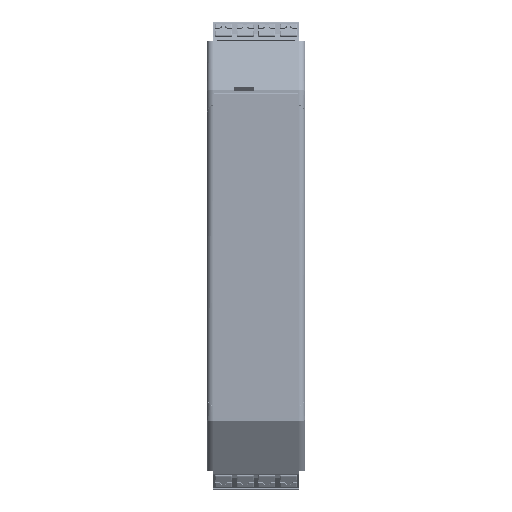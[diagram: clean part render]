
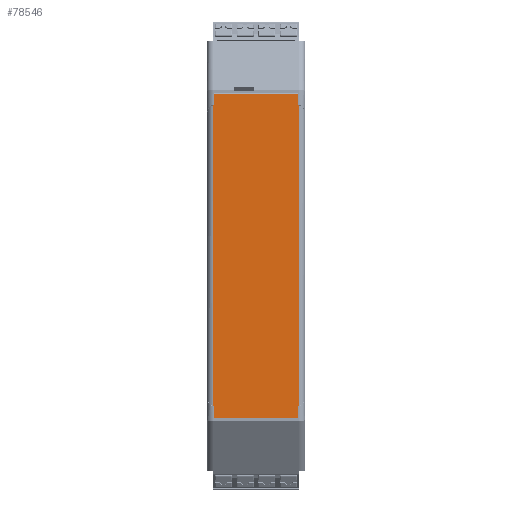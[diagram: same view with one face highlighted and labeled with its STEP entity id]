
A CAD part, top view. The second image highlights one B-rep face of the part: STEP entity #78546.
In plain terms, the highlighted face is planar.
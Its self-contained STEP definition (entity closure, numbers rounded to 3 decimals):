
#4908=VERTEX_POINT('',#110550);
#4909=VERTEX_POINT('',#110552);
#4927=VERTEX_POINT('',#110591);
#4933=VERTEX_POINT('',#110603);
#4940=VERTEX_POINT('',#110630);
#4942=VERTEX_POINT('',#110636);
#4948=VERTEX_POINT('',#110651);
#4949=VERTEX_POINT('',#110652);
#4950=VERTEX_POINT('',#110654);
#4951=VERTEX_POINT('',#110656);
#4952=VERTEX_POINT('',#110658);
#4953=VERTEX_POINT('',#110660);
#13300=VECTOR('',#90730,1.);
#13319=VECTOR('',#90762,1.);
#13330=VECTOR('',#90786,1.);
#13332=VECTOR('',#90792,1.);
#13337=VECTOR('',#90803,1.);
#13338=VECTOR('',#90804,1.);
#13339=VECTOR('',#90805,1.);
#13340=VECTOR('',#90806,1.);
#13341=VECTOR('',#90807,1.);
#13342=VECTOR('',#90808,1.);
#13343=VECTOR('',#90809,1.);
#13344=VECTOR('',#90810,1.);
#23507=LINE('',#110551,#13300);
#23526=LINE('',#110604,#13319);
#23537=LINE('',#110629,#13330);
#23539=LINE('',#110635,#13332);
#23544=LINE('',#110650,#13337);
#23545=LINE('',#110653,#13338);
#23546=LINE('',#110655,#13339);
#23547=LINE('',#110657,#13340);
#23548=LINE('',#110659,#13341);
#23549=LINE('',#110661,#13342);
#23550=LINE('',#110662,#13343);
#23551=LINE('',#110663,#13344);
#33966=EDGE_CURVE('',#4909,#4908,#23507,.T.);
#33991=EDGE_CURVE('',#4933,#4927,#23526,.T.);
#34005=EDGE_CURVE('',#4940,#4927,#23537,.T.);
#34008=EDGE_CURVE('',#4942,#4909,#23539,.T.);
#34015=EDGE_CURVE('',#4948,#4949,#23544,.T.);
#34016=EDGE_CURVE('',#4950,#4949,#23545,.T.);
#34017=EDGE_CURVE('',#4950,#4951,#23546,.T.);
#34018=EDGE_CURVE('',#4952,#4951,#23547,.T.);
#34019=EDGE_CURVE('',#4952,#4953,#23548,.T.);
#34020=EDGE_CURVE('',#4940,#4953,#23549,.T.);
#34021=EDGE_CURVE('',#4933,#4942,#23550,.T.);
#34022=EDGE_CURVE('',#4908,#4948,#23551,.T.);
#48203=ORIENTED_EDGE('',*,*,#34015,.T.);
#48204=ORIENTED_EDGE('',*,*,#34016,.F.);
#48205=ORIENTED_EDGE('',*,*,#34017,.T.);
#48206=ORIENTED_EDGE('',*,*,#34018,.F.);
#48207=ORIENTED_EDGE('',*,*,#34019,.T.);
#48208=ORIENTED_EDGE('',*,*,#34020,.F.);
#48209=ORIENTED_EDGE('',*,*,#34005,.T.);
#48210=ORIENTED_EDGE('',*,*,#33991,.F.);
#48211=ORIENTED_EDGE('',*,*,#34021,.T.);
#48212=ORIENTED_EDGE('',*,*,#34008,.T.);
#48213=ORIENTED_EDGE('',*,*,#33966,.T.);
#48214=ORIENTED_EDGE('',*,*,#34022,.T.);
#68996=EDGE_LOOP('',(#48203,#48204,#48205,#48206,#48207,#48208,#48209,#48210,
#48211,#48212,#48213,#48214));
#73782=FACE_BOUND('',#68996,.T.);
#78546=ADVANCED_FACE('',(#73782),#132087,.T.);
#83039=AXIS2_PLACEMENT_3D('',#110649,#90802,$);
#90730=DIRECTION('',(0.,0.,-1.));
#90762=DIRECTION('',(-1.,0.,0.));
#90786=DIRECTION('',(0.,0.,1.));
#90792=DIRECTION('',(1.,0.,0.));
#90802=DIRECTION('',(0.,1.,0.));
#90803=DIRECTION('',(0.,0.,-1.));
#90804=DIRECTION('',(1.,0.,0.));
#90805=DIRECTION('',(0.,0.,-1.));
#90806=DIRECTION('',(1.,0.,0.));
#90807=DIRECTION('',(0.,0.,1.));
#90808=DIRECTION('',(1.,0.,0.));
#90809=DIRECTION('',(0.,0.,1.));
#90810=DIRECTION('',(1.,0.,0.));
#110550=CARTESIAN_POINT('',(34.6,114.5,7.15));
#110551=CARTESIAN_POINT('',(34.6,114.5,8.8));
#110552=CARTESIAN_POINT('',(34.6,114.5,7.3));
#110591=CARTESIAN_POINT('',(-37.2,114.5,7.15));
#110603=CARTESIAN_POINT('',(-34.6,114.5,7.15));
#110604=CARTESIAN_POINT('',(-32.78,114.5,7.15));
#110629=CARTESIAN_POINT('',(-37.2,114.5,-7.25));
#110630=CARTESIAN_POINT('',(-37.2,114.5,-12.15));
#110635=CARTESIAN_POINT('',(-32.78,114.5,7.3));
#110636=CARTESIAN_POINT('',(-34.6,114.5,7.3));
#110649=CARTESIAN_POINT('',(-37.2,114.5,-10.772));
#110650=CARTESIAN_POINT('',(37.5,114.5,8.8));
#110651=CARTESIAN_POINT('',(37.5,114.5,7.15));
#110652=CARTESIAN_POINT('',(37.5,114.5,-12.15));
#110653=CARTESIAN_POINT('',(-32.78,114.5,-12.15));
#110654=CARTESIAN_POINT('',(34.6,114.5,-12.15));
#110655=CARTESIAN_POINT('',(34.6,114.5,8.8));
#110656=CARTESIAN_POINT('',(34.6,114.5,-12.3));
#110657=CARTESIAN_POINT('',(-32.78,114.5,-12.3));
#110658=CARTESIAN_POINT('',(-34.6,114.5,-12.3));
#110659=CARTESIAN_POINT('',(-34.6,114.5,8.8));
#110660=CARTESIAN_POINT('',(-34.6,114.5,-12.15));
#110661=CARTESIAN_POINT('',(-32.78,114.5,-12.15));
#110662=CARTESIAN_POINT('',(-34.6,114.5,8.8));
#110663=CARTESIAN_POINT('',(-32.78,114.5,7.15));
#132087=PLANE('',#83039);
